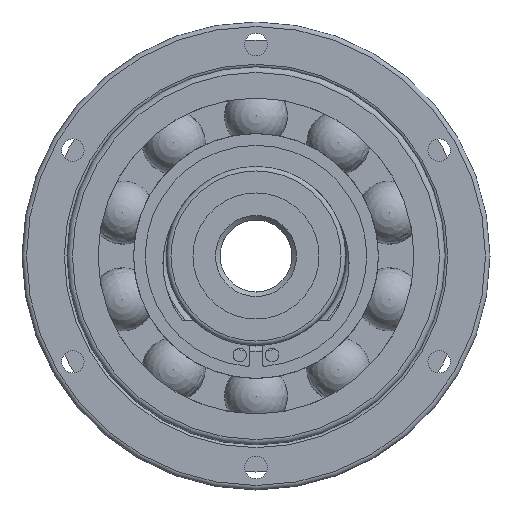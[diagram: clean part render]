
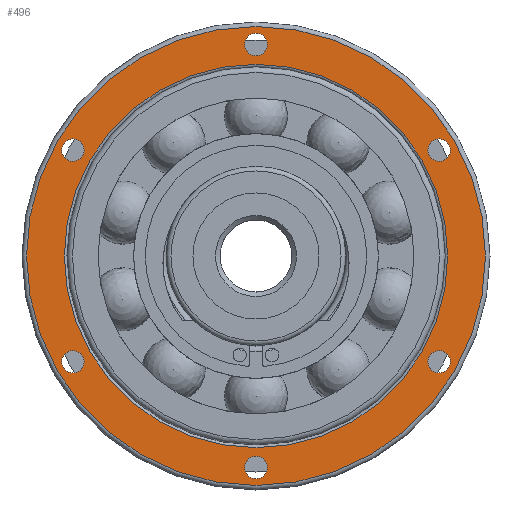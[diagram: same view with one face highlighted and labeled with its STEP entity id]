
A CAD part, left-side view. The second image highlights one B-rep face of the part: STEP entity #496.
In plain terms, the highlighted planar face has unit normal (-1, 0, 0).
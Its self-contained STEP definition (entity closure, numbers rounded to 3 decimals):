
#496 = ADVANCED_FACE( '', ( #1122, #1123, #1124, #1125, #1126, #1127, #1128, #1129 ), #1130, .T. );
#1122 = FACE_OUTER_BOUND( '', #1851, .T. );
#1123 = FACE_BOUND( '', #1852, .T. );
#1124 = FACE_BOUND( '', #1853, .T. );
#1125 = FACE_BOUND( '', #1854, .T. );
#1126 = FACE_BOUND( '', #1855, .T. );
#1127 = FACE_BOUND( '', #1856, .T. );
#1128 = FACE_BOUND( '', #1857, .T. );
#1129 = FACE_BOUND( '', #1858, .T. );
#1130 = PLANE( '', #1859 );
#1851 = EDGE_LOOP( '', ( #3294 ) );
#1852 = EDGE_LOOP( '', ( #3295 ) );
#1853 = EDGE_LOOP( '', ( #3296 ) );
#1854 = EDGE_LOOP( '', ( #3297 ) );
#1855 = EDGE_LOOP( '', ( #3298 ) );
#1856 = EDGE_LOOP( '', ( #3299 ) );
#1857 = EDGE_LOOP( '', ( #3300 ) );
#1858 = EDGE_LOOP( '', ( #3301 ) );
#1859 = AXIS2_PLACEMENT_3D( '', #3302, #3303, #3304 );
#3294 = ORIENTED_EDGE( '', *, *, #4467, .T. );
#3295 = ORIENTED_EDGE( '', *, *, #4103, .T. );
#3296 = ORIENTED_EDGE( '', *, *, #4521, .T. );
#3297 = ORIENTED_EDGE( '', *, *, #4537, .T. );
#3298 = ORIENTED_EDGE( '', *, *, #4538, .T. );
#3299 = ORIENTED_EDGE( '', *, *, #4539, .T. );
#3300 = ORIENTED_EDGE( '', *, *, #4212, .T. );
#3301 = ORIENTED_EDGE( '', *, *, #4291, .F. );
#3302 = CARTESIAN_POINT( '', ( 11.25, 0., 25.5 ) );
#3303 = DIRECTION( '', ( -1., 0., 0. ) );
#3304 = DIRECTION( '', ( 0., 0., 1. ) );
#4103 = EDGE_CURVE( '', #4943, #4943, #4944, .T. );
#4212 = EDGE_CURVE( '', #5126, #5126, #5127, .T. );
#4291 = EDGE_CURVE( '', #5244, #5244, #5245, .T. );
#4467 = EDGE_CURVE( '', #5506, #5506, #5507, .T. );
#4521 = EDGE_CURVE( '', #5576, #5576, #5577, .T. );
#4537 = EDGE_CURVE( '', #5597, #5597, #5598, .T. );
#4538 = EDGE_CURVE( '', #5599, #5599, #5600, .T. );
#4539 = EDGE_CURVE( '', #5601, #5601, #5602, .T. );
#4943 = VERTEX_POINT( '', #6440 );
#4944 = CIRCLE( '', #6441, 1.25 );
#5126 = VERTEX_POINT( '', #6928 );
#5127 = CIRCLE( '', #6929, 1.25 );
#5244 = VERTEX_POINT( '', #7136 );
#5245 = CIRCLE( '', #7137, 21.3 );
#5506 = VERTEX_POINT( '', #7796 );
#5507 = CIRCLE( '', #7797, 25.5 );
#5576 = VERTEX_POINT( '', #8009 );
#5577 = CIRCLE( '', #8010, 1.25 );
#5597 = VERTEX_POINT( '', #8049 );
#5598 = CIRCLE( '', #8050, 1.25 );
#5599 = VERTEX_POINT( '', #8051 );
#5600 = CIRCLE( '', #8052, 1.25 );
#5601 = VERTEX_POINT( '', #8053 );
#5602 = CIRCLE( '', #8054, 1.25 );
#6440 = CARTESIAN_POINT( '', ( 11.25, 21.434, 12.375 ) );
#6441 = AXIS2_PLACEMENT_3D( '', #8570, #8571, #8572 );
#6928 = CARTESIAN_POINT( '', ( 11.25, 0., 24.75 ) );
#6929 = AXIS2_PLACEMENT_3D( '', #8718, #8719, #8720 );
#7136 = CARTESIAN_POINT( '', ( 11.25, 0., 21.3 ) );
#7137 = AXIS2_PLACEMENT_3D( '', #8827, #8828, #8829 );
#7796 = CARTESIAN_POINT( '', ( 11.25, 0., 25.5 ) );
#7797 = AXIS2_PLACEMENT_3D( '', #9078, #9079, #9080 );
#8009 = CARTESIAN_POINT( '', ( 11.25, 21.434, -12.375 ) );
#8010 = AXIS2_PLACEMENT_3D( '', #9144, #9145, #9146 );
#8049 = CARTESIAN_POINT( '', ( 11.25, 0., -24.75 ) );
#8050 = AXIS2_PLACEMENT_3D( '', #9156, #9157, #9158 );
#8051 = CARTESIAN_POINT( '', ( 11.25, -21.434, -12.375 ) );
#8052 = AXIS2_PLACEMENT_3D( '', #9159, #9160, #9161 );
#8053 = CARTESIAN_POINT( '', ( 11.25, -21.434, 12.375 ) );
#8054 = AXIS2_PLACEMENT_3D( '', #9162, #9163, #9164 );
#8570 = CARTESIAN_POINT( '', ( 11.25, 20.352, 11.75 ) );
#8571 = DIRECTION( '', ( 1., 0., 0. ) );
#8572 = DIRECTION( '', ( 0., 0.866, 0.5 ) );
#8718 = CARTESIAN_POINT( '', ( 11.25, 0., 23.5 ) );
#8719 = DIRECTION( '', ( 1., 0., 0. ) );
#8720 = DIRECTION( '', ( 0., 0., 1. ) );
#8827 = CARTESIAN_POINT( '', ( 11.25, 0., 0. ) );
#8828 = DIRECTION( '', ( -1., 0., 0. ) );
#8829 = DIRECTION( '', ( 0., 0., 1. ) );
#9078 = CARTESIAN_POINT( '', ( 11.25, 0., 0. ) );
#9079 = DIRECTION( '', ( -1., 0., 0. ) );
#9080 = DIRECTION( '', ( 0., 0., 1. ) );
#9144 = CARTESIAN_POINT( '', ( 11.25, 20.352, -11.75 ) );
#9145 = DIRECTION( '', ( 1., 0., 0. ) );
#9146 = DIRECTION( '', ( 0., 0.866, -0.5 ) );
#9156 = CARTESIAN_POINT( '', ( 11.25, 0., -23.5 ) );
#9157 = DIRECTION( '', ( 1., 0., 0. ) );
#9158 = DIRECTION( '', ( 0., 0., -1. ) );
#9159 = CARTESIAN_POINT( '', ( 11.25, -20.352, -11.75 ) );
#9160 = DIRECTION( '', ( 1., 0., 0. ) );
#9161 = DIRECTION( '', ( 0., -0.866, -0.5 ) );
#9162 = CARTESIAN_POINT( '', ( 11.25, -20.352, 11.75 ) );
#9163 = DIRECTION( '', ( 1., 0., 0. ) );
#9164 = DIRECTION( '', ( 0., -0.866, 0.5 ) );
